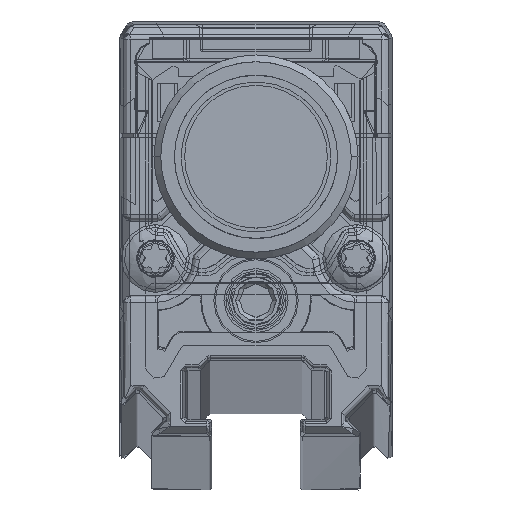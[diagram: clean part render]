
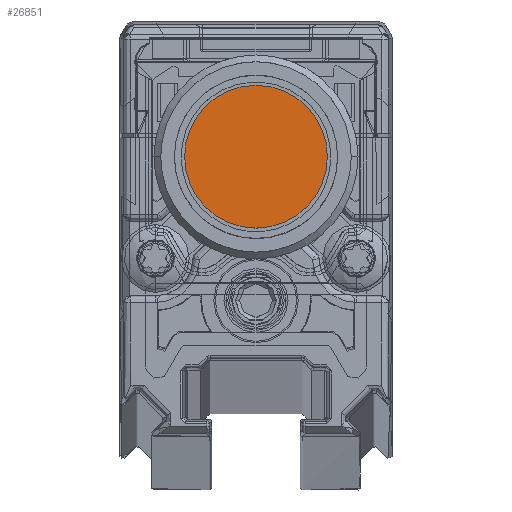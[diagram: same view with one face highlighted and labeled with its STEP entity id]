
A CAD part, top view. The second image highlights one B-rep face of the part: STEP entity #26851.
In plain terms, the highlighted face is planar.
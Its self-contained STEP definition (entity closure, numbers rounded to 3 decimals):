
#26051=CARTESIAN_POINT('',(0.,0.,0.));
#26052=DIRECTION('',(0.,-1.,0.));
#26053=DIRECTION('',(1.,0.,0.));
#26054=AXIS2_PLACEMENT_3D('',#26051,#26052,#26053);
#26056=CARTESIAN_POINT('',(0.,0.,0.));
#26057=DIRECTION('',(0.,-1.,0.));
#26058=DIRECTION('',(-1.,0.,0.));
#26059=AXIS2_PLACEMENT_3D('',#26056,#26057,#26058);
#26157=CARTESIAN_POINT('',(-5.25,0.,0.));
#26158=VERTEX_POINT('',#26157);
#26159=CARTESIAN_POINT('',(5.25,0.,0.));
#26160=VERTEX_POINT('',#26159);
#26842=CARTESIAN_POINT('',(0.,0.,0.));
#26843=DIRECTION('',(0.,-1.,0.));
#26844=DIRECTION('',(1.,0.,0.));
#26845=AXIS2_PLACEMENT_3D('',#26842,#26843,#26844);
#26846=PLANE('',#26845);
#26847=ORIENTED_EDGE('',*,*,#26828,.T.);
#26848=ORIENTED_EDGE('',*,*,#26810,.T.);
#26849=EDGE_LOOP('',(#26847,#26848));
#26850=FACE_OUTER_BOUND('',#26849,.F.);
#26851=ADVANCED_FACE('',(#26850),#26846,.F.);
#26055=CIRCLE('',#26054,5.25);
#26060=CIRCLE('',#26059,5.25);
#26810=EDGE_CURVE('',#26158,#26160,#26060,.T.);
#26828=EDGE_CURVE('',#26160,#26158,#26055,.T.);
